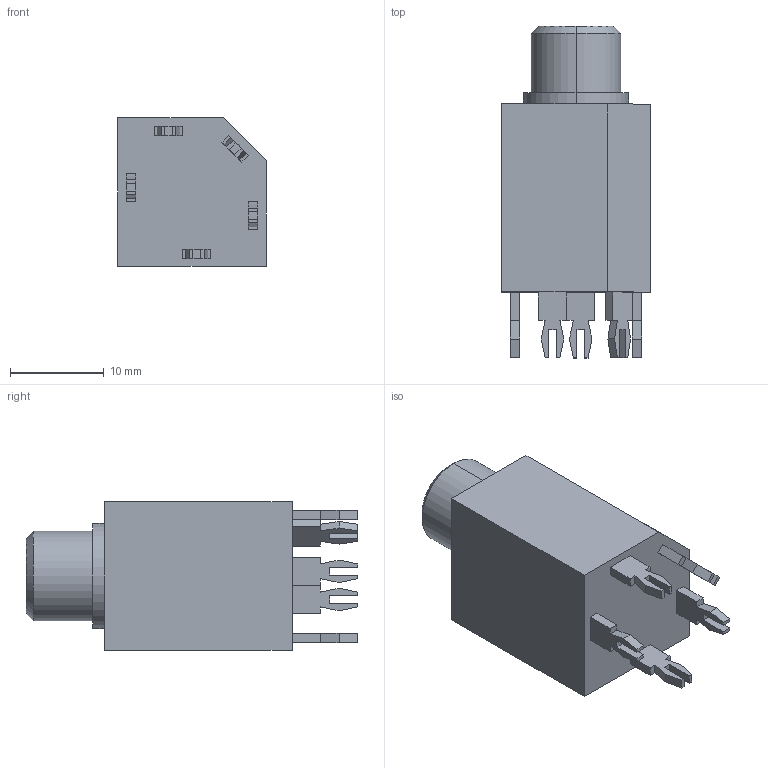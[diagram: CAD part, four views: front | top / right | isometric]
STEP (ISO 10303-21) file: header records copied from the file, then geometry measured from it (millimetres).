
FILE_DESCRIPTION (( 'STEP AP214' ), '1' );
FILE_NAME ('User Library-LJ-0697F.STEP', '2017-03-24T15:10:59', ( 'Windows User' ), ( '' ), 'SwSTEP 2.0', 'SolidWorks 2017', '' );
FILE_SCHEMA (( 'AUTOMOTIVE_DESIGN' ));
Length unit declared in the file: inch
Products named in the file (1): User Library-LJ-0697F
Bounding box: 15.8 x 35.3 x 15.8 mm (x, y, z)
Volume: 5202 mm3; surface area: 2343 mm2
Topology: 1 solids, 1 shells, 93 faces, 247 edges, 164 vertices
Faces by surface type: plane 85, cylinder 6, cone 2
Entity records: 4088 total; most frequent: CARTESIAN_POINT 505, ORIENTED_EDGE 494, DIRECTION 449, EDGE_CURVE 247, LINE 233, VECTOR 233, VERTEX_POINT 164, AXIS2_PLACEMENT_3D 108
